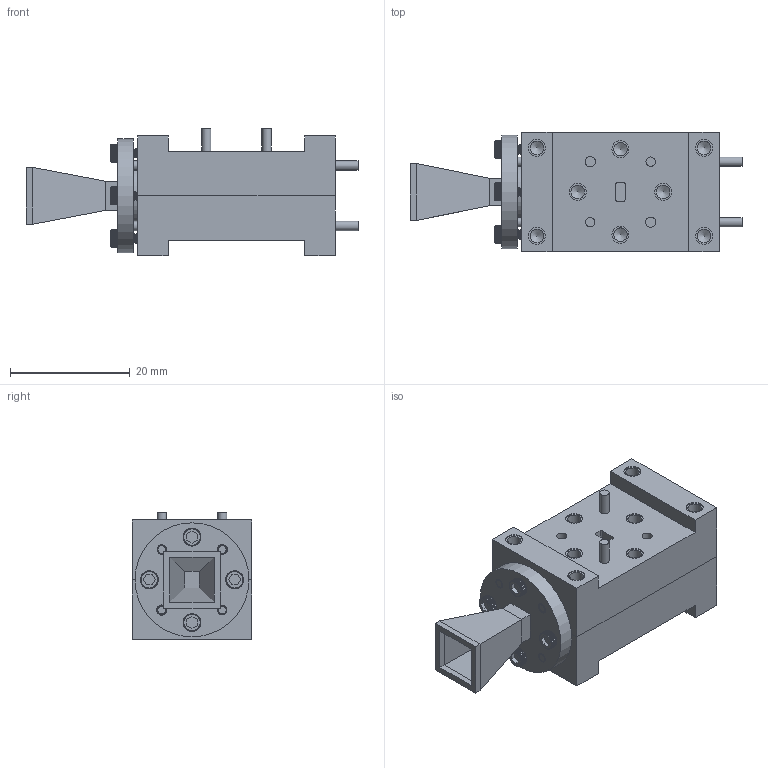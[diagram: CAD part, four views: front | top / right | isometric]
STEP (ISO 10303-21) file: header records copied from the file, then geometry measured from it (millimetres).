
FILE_DESCRIPTION (( 'STEP AP214' ), '1' );
FILE_NAME ('FMWAN012-15OMT_3D.STEP', '2022-12-29T23:05:17', ( '' ), ( '' ), 'SwSTEP 2.0', 'SolidWorks 2022', '' );
FILE_SCHEMA (( 'AUTOMOTIVE_DESIGN' ));
Length unit declared in the file: inch
Products named in the file (1): FMWAN012-15OMT_3D
Bounding box: 55.5 x 20 x 21.27 mm (x, y, z)
Volume: 11661.9 mm3; surface area: 6541.7 mm2
Topology: 12 solids, 12 shells, 954 faces, 2077 edges, 1189 vertices
Faces by surface type: plane 418, cone 311, cylinder 213, bspline 12
Full cylindrical faces by diameter (mm): 1.562 x11, 1.587 x4, 1.702 x8, 2.261 x20, 2.845 x20, 9.525 x1, 19.05 x1
Entity records: 33871 total; most frequent: CARTESIAN_POINT 14411, DIRECTION 3952, ORIENTED_EDGE 3884, EDGE_CURVE 1942, AXIS2_PLACEMENT_3D 1667, VERTEX_POINT 1150, EDGE_LOOP 1108, FACE_OUTER_BOUND 1019
